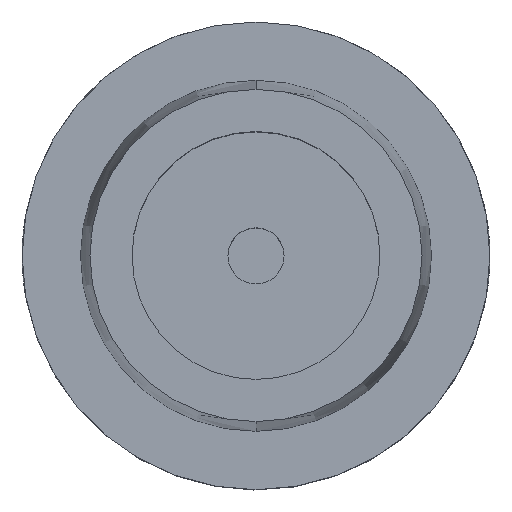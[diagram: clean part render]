
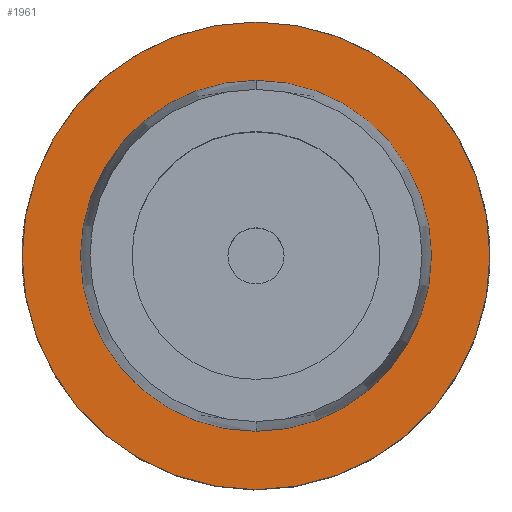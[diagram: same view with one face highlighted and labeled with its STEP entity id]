
A CAD part, top view. The second image highlights one B-rep face of the part: STEP entity #1961.
In plain terms, the highlighted planar face has unit normal (0, 0, 1).
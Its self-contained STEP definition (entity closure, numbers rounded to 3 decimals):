
#921=CARTESIAN_POINT('',(0.,0.,0.));
#922=DIRECTION('',(0.,0.,-1.));
#923=DIRECTION('',(0.,1.,0.));
#924=AXIS2_PLACEMENT_3D('',#921,#922,#923);
#929=CARTESIAN_POINT('',(0.,0.,0.));
#930=DIRECTION('',(0.,0.,1.));
#931=DIRECTION('',(0.,1.,0.));
#932=AXIS2_PLACEMENT_3D('',#929,#930,#931);
#951=CARTESIAN_POINT('',(0.,0.,0.));
#952=DIRECTION('',(0.,0.,1.));
#953=DIRECTION('',(0.,1.,0.));
#954=AXIS2_PLACEMENT_3D('',#951,#952,#953);
#959=CARTESIAN_POINT('',(0.,0.,0.));
#960=DIRECTION('',(0.,0.,-1.));
#961=DIRECTION('',(0.,1.,0.));
#962=AXIS2_PLACEMENT_3D('',#959,#960,#961);
#1113=CARTESIAN_POINT('',(0.,50.,0.));
#1115=VERTEX_POINT('',#1113);
#1116=CARTESIAN_POINT('',(0.,37.507,0.));
#1118=VERTEX_POINT('',#1116);
#1121=CARTESIAN_POINT('',(0.,-50.,0.));
#1123=VERTEX_POINT('',#1121);
#1124=CARTESIAN_POINT('',(0.,-37.507,0.));
#1126=VERTEX_POINT('',#1124);
#1946=CARTESIAN_POINT('',(0.,0.,0.));
#1947=DIRECTION('',(0.,0.,-1.));
#1948=DIRECTION('',(0.,-1.,0.));
#1949=AXIS2_PLACEMENT_3D('',#1946,#1947,#1948);
#1950=PLANE('',#1949);
#1951=ORIENTED_EDGE('',*,*,#1844,.T.);
#1952=ORIENTED_EDGE('',*,*,#1803,.F.);
#1953=EDGE_LOOP('',(#1951,#1952));
#1954=FACE_OUTER_BOUND('',#1953,.F.);
#1956=ORIENTED_EDGE('',*,*,#1955,.T.);
#1958=ORIENTED_EDGE('',*,*,#1957,.F.);
#1959=EDGE_LOOP('',(#1956,#1958));
#1960=FACE_BOUND('',#1959,.F.);
#925=CIRCLE('',#924,50.);
#933=CIRCLE('',#932,50.);
#955=CIRCLE('',#954,37.507);
#963=CIRCLE('',#962,37.507);
#1803=EDGE_CURVE('',#1115,#1123,#933,.T.);
#1844=EDGE_CURVE('',#1115,#1123,#925,.T.);
#1955=EDGE_CURVE('',#1118,#1126,#955,.T.);
#1957=EDGE_CURVE('',#1118,#1126,#963,.T.);
#1961=ADVANCED_FACE('',(#1954,#1960),#1950,.F.);
